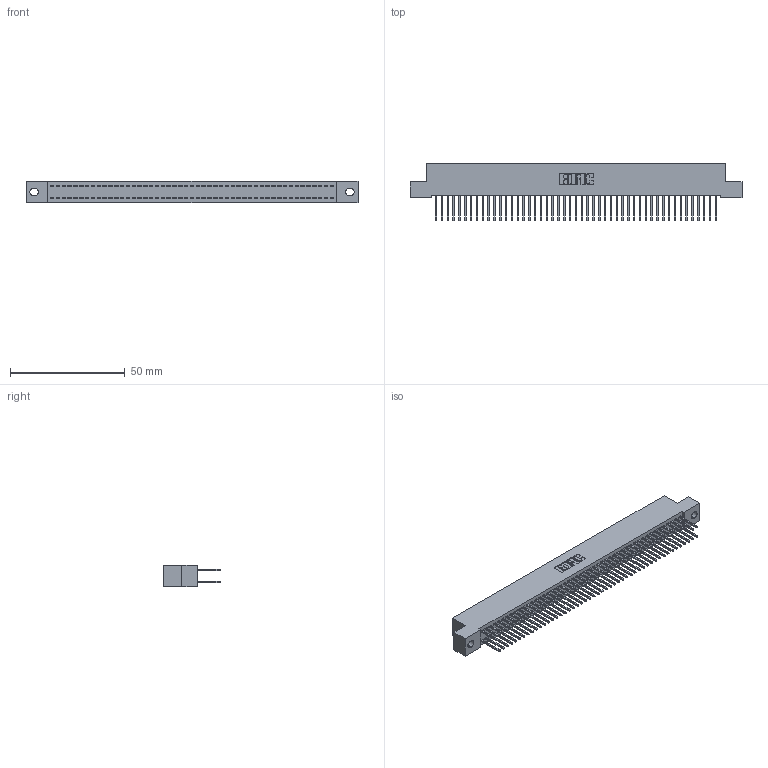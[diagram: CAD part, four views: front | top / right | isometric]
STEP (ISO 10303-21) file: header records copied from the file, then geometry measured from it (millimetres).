
FILE_DESCRIPTION (( 'STEP AP203' ), '1' );
FILE_NAME ('392-098-523-202.STEP', '2019-10-09T20:14:43', ( '' ), ( '' ), 'SwSTEP 2.0', 'SolidWorks 2016', '' );
FILE_SCHEMA (( 'CONFIG_CONTROL_DESIGN' ));
Length unit declared in the file: inch
Products named in the file (3): 342 Part_.128 Slot; 345-292-001_345-293-123; 392-098-523-202
Assembly tree (99 placements, depth 2):
  392-098-523-202
    342 Part_.128 Slot
    345-292-001_345-293-123  x98
Bounding box: 144.78 x 25.15 x 9.4 mm (x, y, z)
Volume: 13190.3 mm3; surface area: 22257 mm2
Topology: 99 solids, 99 shells, 5210 faces, 15501 edges, 10202 vertices
Faces by surface type: plane 3598, cylinder 1612
Entity records: 30639 total; most frequent: CARTESIAN_POINT 5070, ORIENTED_EDGE 5006, DIRECTION 4319, EDGE_CURVE 2503, VECTOR 2375, LINE 2375, VERTEX_POINT 1666, AXIS2_PLACEMENT_3D 972
